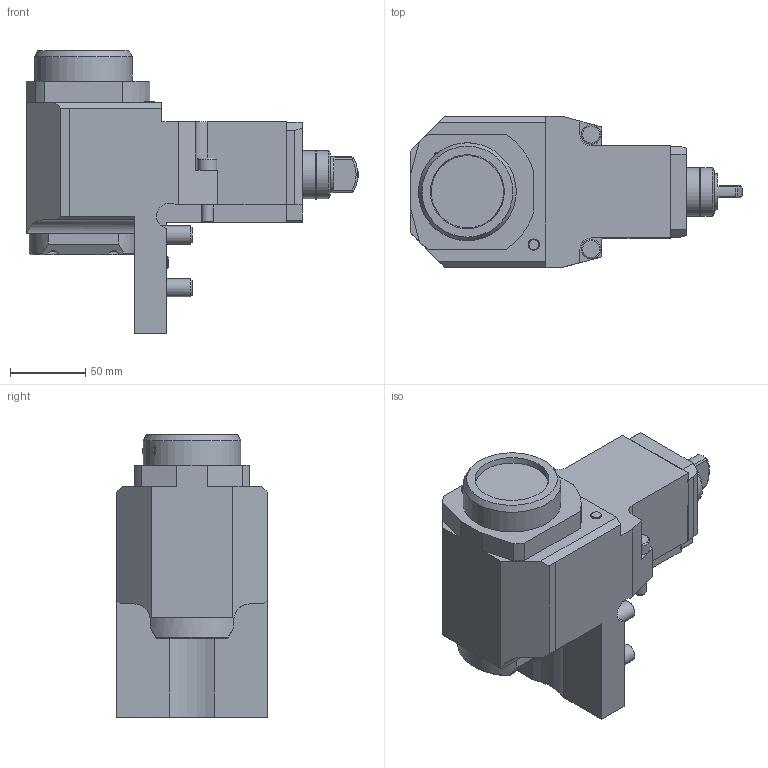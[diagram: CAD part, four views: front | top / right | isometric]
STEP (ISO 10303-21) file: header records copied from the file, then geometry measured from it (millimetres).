
FILE_DESCRIPTION(/* description */ (''),/* implementation_level */ '2;1');
FILE_NAME(/* name */ 'EWS_181759_DIN4003_tmp.stp',/* time_stamp */ '2023-01-20T07:33:18+01:00',/* author */ ('S.Schoenwalter'),/* organization */ (''),/* preprocessor_version */ 'ST-DEVELOPER v18.1',/* originating_system */ 'Autodesk Inventor 2022',/* authorisation */ '');
FILE_SCHEMA (('AUTOMOTIVE_DESIGN { 1 0 10303 214 3 1 1 }'));
Length unit declared in the file: millimetre
Products named in the file (1): EWS_181759_DIN4003
Bounding box: 219.91 x 100 x 187 mm (x, y, z)
Volume: 1469328.4 mm3; surface area: 109553 mm2
Topology: 1 solids, 1 shells, 177 faces, 449 edges, 298 vertices
Faces by surface type: plane 107, cylinder 40, cone 20, torus 8, sphere 2
Full cylindrical faces by diameter (mm): 2 x1, 8 x3, 8.5 x4, 10 x4, 12 x4, 13 x4, 24 x1, 32 x2, 32.389 x1, 64.8 x1
Entity records: 5503 total; most frequent: CARTESIAN_POINT 1074, DIRECTION 940, ORIENTED_EDGE 896, EDGE_CURVE 448, AXIS2_PLACEMENT_3D 336, VERTEX_POINT 298, LINE 268, VECTOR 268
